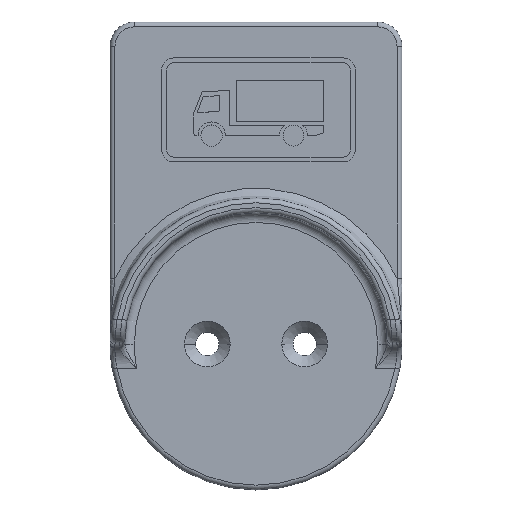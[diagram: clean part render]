
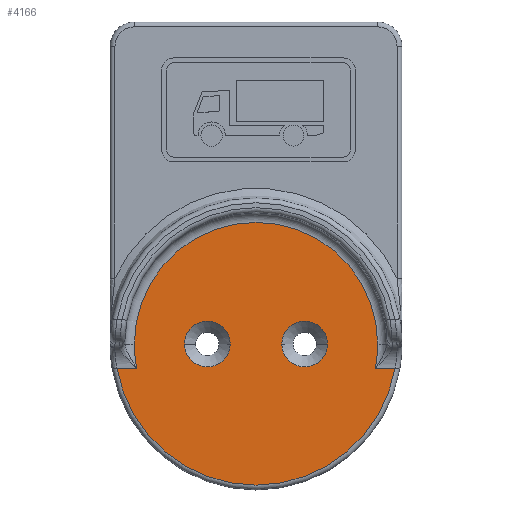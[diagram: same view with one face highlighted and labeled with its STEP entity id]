
A CAD part, top view. The second image highlights one B-rep face of the part: STEP entity #4166.
In plain terms, the highlighted planar face has unit normal (0, 0, 1).
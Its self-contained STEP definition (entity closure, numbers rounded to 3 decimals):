
#15 = ORIENTED_EDGE ( 'NONE', *, *, #3018, .T. ) ;
#196 = FACE_OUTER_BOUND ( 'NONE', #1641, .T. ) ;
#200 = LINE ( 'NONE', #603, #3796 ) ;
#201 = CIRCLE ( 'NONE', #3555, 29. ) ;
#213 = CARTESIAN_POINT ( 'NONE',  ( -14.7, 0., 4. ) ) ;
#268 = DIRECTION ( 'NONE',  ( 1., 0., 0. ) ) ;
#331 = DIRECTION ( 'NONE',  ( 0., 0., 1. ) ) ;
#402 = ORIENTED_EDGE ( 'NONE', *, *, #2881, .F. ) ;
#584 = DIRECTION ( 'NONE',  ( -1., 0., 0. ) ) ;
#603 = CARTESIAN_POINT ( 'NONE',  ( 0., -5., 4. ) ) ;
#636 = ORIENTED_EDGE ( 'NONE', *, *, #846, .T. ) ;
#654 = AXIS2_PLACEMENT_3D ( 'NONE', #2448, #3192, #1164 ) ;
#656 = VERTEX_POINT ( 'NONE', #4209 ) ;
#678 = CIRCLE ( 'NONE', #893, 25. ) ;
#696 = EDGE_CURVE ( 'NONE', #2705, #2457, #678, .T. ) ;
#710 = ORIENTED_EDGE ( 'NONE', *, *, #2126, .F. ) ;
#729 = VERTEX_POINT ( 'NONE', #4086 ) ;
#846 = EDGE_CURVE ( 'NONE', #3866, #3302, #200, .T. ) ;
#893 = AXIS2_PLACEMENT_3D ( 'NONE', #1877, #2544, #3459 ) ;
#907 = CARTESIAN_POINT ( 'NONE',  ( 14.7, 0., 4. ) ) ;
#912 = AXIS2_PLACEMENT_3D ( 'NONE', #1595, #1932, #268 ) ;
#921 = CARTESIAN_POINT ( 'NONE',  ( 5.3, 0., 4. ) ) ;
#999 = VERTEX_POINT ( 'NONE', #2907 ) ;
#1045 = AXIS2_PLACEMENT_3D ( 'NONE', #1616, #2932, #1887 ) ;
#1164 = DIRECTION ( 'NONE',  ( 1., 0., 0. ) ) ;
#1235 = PLANE ( 'NONE',  #2372 ) ;
#1246 = EDGE_LOOP ( 'NONE', ( #3022, #710 ) ) ;
#1433 = DIRECTION ( 'NONE',  ( 1., 0., 0. ) ) ;
#1454 = DIRECTION ( 'NONE',  ( 0., 0., 1. ) ) ;
#1463 = CIRCLE ( 'NONE', #2026, 4.7 ) ;
#1540 = EDGE_LOOP ( 'NONE', ( #402, #1879 ) ) ;
#1560 = CARTESIAN_POINT ( 'NONE',  ( 0., -5., 4. ) ) ;
#1595 = CARTESIAN_POINT ( 'NONE',  ( 0., 0., 4. ) ) ;
#1616 = CARTESIAN_POINT ( 'NONE',  ( 0., 0., 4. ) ) ;
#1633 = EDGE_CURVE ( 'NONE', #2194, #3733, #1743, .T. ) ;
#1641 = EDGE_LOOP ( 'NONE', ( #3441, #1969, #636, #15, #2569, #3458 ) ) ;
#1743 = CIRCLE ( 'NONE', #4187, 4.7 ) ;
#1835 = CARTESIAN_POINT ( 'NONE',  ( 25., 0., 4. ) ) ;
#1877 = CARTESIAN_POINT ( 'NONE',  ( 0., 0., 4. ) ) ;
#1879 = ORIENTED_EDGE ( 'NONE', *, *, #4065, .F. ) ;
#1887 = DIRECTION ( 'NONE',  ( 1., 0., 0. ) ) ;
#1932 = DIRECTION ( 'NONE',  ( 0., 0., 1. ) ) ;
#1969 = ORIENTED_EDGE ( 'NONE', *, *, #2706, .T. ) ;
#2026 = AXIS2_PLACEMENT_3D ( 'NONE', #3324, #331, #4337 ) ;
#2107 = DIRECTION ( 'NONE',  ( 0., 0., 1. ) ) ;
#2126 = EDGE_CURVE ( 'NONE', #3733, #2194, #2253, .T. ) ;
#2192 = CARTESIAN_POINT ( 'NONE',  ( 0., 0., 4. ) ) ;
#2194 = VERTEX_POINT ( 'NONE', #907 ) ;
#2244 = EDGE_CURVE ( 'NONE', #2457, #999, #3893, .T. ) ;
#2253 = CIRCLE ( 'NONE', #654, 4.7 ) ;
#2304 = CIRCLE ( 'NONE', #2647, 4.7 ) ;
#2350 = CARTESIAN_POINT ( 'NONE',  ( 10., 0., 4. ) ) ;
#2365 = DIRECTION ( 'NONE',  ( 1., 0., 0. ) ) ;
#2372 = AXIS2_PLACEMENT_3D ( 'NONE', #2192, #3910, #3884 ) ;
#2436 = CIRCLE ( 'NONE', #912, 25. ) ;
#2448 = CARTESIAN_POINT ( 'NONE',  ( 10., 0., 4. ) ) ;
#2457 = VERTEX_POINT ( 'NONE', #4311 ) ;
#2544 = DIRECTION ( 'NONE',  ( 0., 0., 1. ) ) ;
#2569 = ORIENTED_EDGE ( 'NONE', *, *, #696, .T. ) ;
#2575 = VERTEX_POINT ( 'NONE', #213 ) ;
#2589 = CARTESIAN_POINT ( 'NONE',  ( 28.566, -5., 4. ) ) ;
#2647 = AXIS2_PLACEMENT_3D ( 'NONE', #4040, #2107, #2365 ) ;
#2705 = VERTEX_POINT ( 'NONE', #1835 ) ;
#2706 = EDGE_CURVE ( 'NONE', #656, #3866, #201, .T. ) ;
#2759 = DIRECTION ( 'NONE',  ( 1., 0., 0. ) ) ;
#2881 = EDGE_CURVE ( 'NONE', #729, #2575, #2304, .T. ) ;
#2889 = FACE_BOUND ( 'NONE', #1540, .T. ) ;
#2907 = CARTESIAN_POINT ( 'NONE',  ( -24.495, -5., 4. ) ) ;
#2932 = DIRECTION ( 'NONE',  ( 0., 0., 1. ) ) ;
#3018 = EDGE_CURVE ( 'NONE', #3302, #2705, #2436, .T. ) ;
#3022 = ORIENTED_EDGE ( 'NONE', *, *, #1633, .F. ) ;
#3147 = CARTESIAN_POINT ( 'NONE',  ( 24.495, -5., 4. ) ) ;
#3162 = CARTESIAN_POINT ( 'NONE',  ( 0., 0., 4. ) ) ;
#3192 = DIRECTION ( 'NONE',  ( 0., 0., 1. ) ) ;
#3302 = VERTEX_POINT ( 'NONE', #3147 ) ;
#3324 = CARTESIAN_POINT ( 'NONE',  ( -10., 0., 4. ) ) ;
#3441 = ORIENTED_EDGE ( 'NONE', *, *, #3751, .T. ) ;
#3458 = ORIENTED_EDGE ( 'NONE', *, *, #2244, .T. ) ;
#3459 = DIRECTION ( 'NONE',  ( 1., 0., 0. ) ) ;
#3508 = LINE ( 'NONE', #1560, #4201 ) ;
#3555 = AXIS2_PLACEMENT_3D ( 'NONE', #3162, #1454, #1433 ) ;
#3733 = VERTEX_POINT ( 'NONE', #921 ) ;
#3751 = EDGE_CURVE ( 'NONE', #999, #656, #3508, .T. ) ;
#3796 = VECTOR ( 'NONE', #584, 1000. ) ;
#3866 = VERTEX_POINT ( 'NONE', #2589 ) ;
#3884 = DIRECTION ( 'NONE',  ( 1., 0., 0. ) ) ;
#3893 = CIRCLE ( 'NONE', #1045, 25. ) ;
#3910 = DIRECTION ( 'NONE',  ( 0., 0., 1. ) ) ;
#4040 = CARTESIAN_POINT ( 'NONE',  ( -10., 0., 4. ) ) ;
#4044 = DIRECTION ( 'NONE',  ( 0., 0., 1. ) ) ;
#4065 = EDGE_CURVE ( 'NONE', #2575, #729, #1463, .T. ) ;
#4086 = CARTESIAN_POINT ( 'NONE',  ( -5.3, 0., 4. ) ) ;
#4166 = ADVANCED_FACE ( 'NONE', ( #2889, #4223, #196 ), #1235, .T. ) ;
#4187 = AXIS2_PLACEMENT_3D ( 'NONE', #2350, #4044, #2759 ) ;
#4201 = VECTOR ( 'NONE', #4259, 1000. ) ;
#4209 = CARTESIAN_POINT ( 'NONE',  ( -28.566, -5., 4. ) ) ;
#4223 = FACE_BOUND ( 'NONE', #1246, .T. ) ;
#4259 = DIRECTION ( 'NONE',  ( -1., 0., 0. ) ) ;
#4311 = CARTESIAN_POINT ( 'NONE',  ( -25., 0., 4. ) ) ;
#4337 = DIRECTION ( 'NONE',  ( 1., 0., 0. ) ) ;
